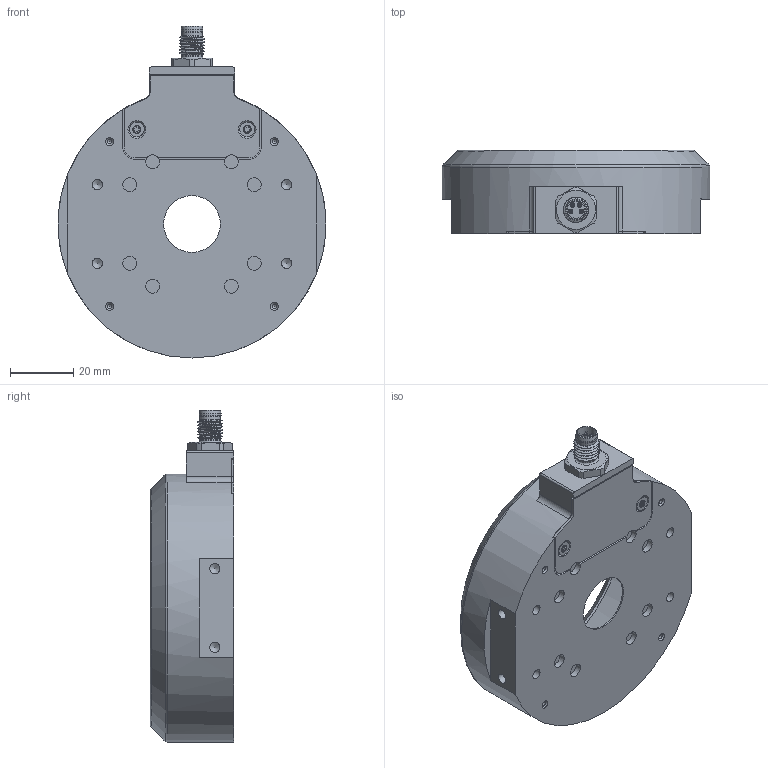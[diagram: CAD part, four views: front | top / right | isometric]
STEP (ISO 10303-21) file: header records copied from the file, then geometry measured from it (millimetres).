
FILE_DESCRIPTION(/* description */ ('>>BEZEICHNUNG<<'),/* implementation_level */ '2;1');
FILE_NAME(/* name */ 'vicolux_D-CLR-60x18.stp',/* time_stamp */ '2016-02-08T11:29:08+01:00',/* author */ ('REGENSPURG'),/* organization */ ('Vision & Control'),/* preprocessor_version */ 'ST-DEVELOPER v16.1',/* originating_system */ 'Autodesk Inventor 2016',/* authorisation */ '');
FILE_SCHEMA (('AUTOMOTIVE_DESIGN { 1 0 10303 214 3 1 1 }'));
Length unit declared in the file: millimetre
Products named in the file (1): vicolux_D-CLR-60x18
Bounding box: 85 x 26.5 x 105.3 mm (x, y, z)
Volume: 69590.8 mm3; surface area: 24951.4 mm2
Topology: 1 solids, 1 shells, 238 faces, 603 edges, 390 vertices
Faces by surface type: plane 94, cylinder 77, cone 43, bspline 14, torus 6, sphere 4
Full cylindrical faces by diameter (mm): 1 x4, 1.567 x4, 3.242 x8, 4.4 x8, 4.7 x2, 6 x1, 6.5 x2, 6.9 x1, 18 x1, 85 x1
Entity records: 24226 total; most frequent: CARTESIAN_POINT 13144, DIRECTION 2252, ORIENTED_EDGE 1932, EDGE_CURVE 966, AXIS2_PLACEMENT_3D 926, VERTEX_POINT 708, EDGE_LOOP 694, FACE_OUTER_BOUND 476
